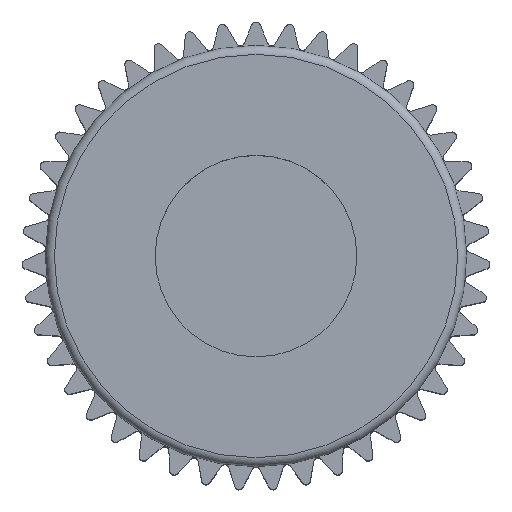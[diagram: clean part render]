
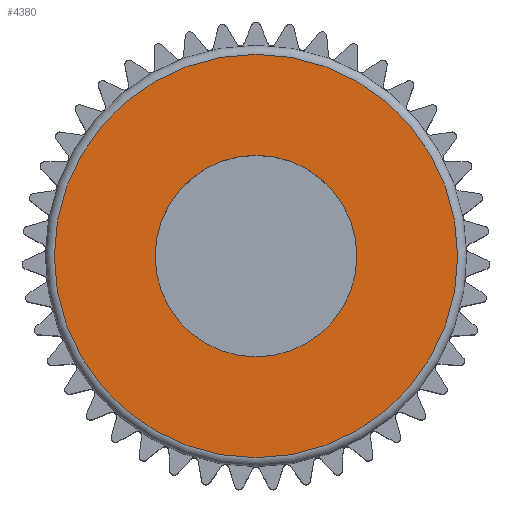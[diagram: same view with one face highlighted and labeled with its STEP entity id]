
A CAD part, top view. The second image highlights one B-rep face of the part: STEP entity #4380.
In plain terms, the highlighted planar face has unit normal (0, 0, 1).
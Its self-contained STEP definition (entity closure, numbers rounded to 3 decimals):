
#15=FACE_BOUND('',#556,.T.);
#107=PLANE('',#4883);
#330=FACE_OUTER_BOUND('',#555,.T.);
#555=EDGE_LOOP('',(#3584));
#556=EDGE_LOOP('',(#3585));
#1344=CIRCLE('',#4401,2.8);
#1604=CIRCLE('',#4878,5.6);
#1613=VERTEX_POINT('',#6276);
#2045=VERTEX_POINT('',#7573);
#2052=EDGE_CURVE('',#1613,#1613,#1344,.T.);
#2700=EDGE_CURVE('',#2045,#2045,#1604,.T.);
#3584=ORIENTED_EDGE('',*,*,#2700,.F.);
#3585=ORIENTED_EDGE('',*,*,#2052,.T.);
#4380=ADVANCED_FACE('',(#330,#15),#107,.T.);
#4401=AXIS2_PLACEMENT_3D('',#6277,#4898,#4899);
#4878=AXIS2_PLACEMENT_3D('',#7574,#6240,#6241);
#4883=AXIS2_PLACEMENT_3D('',#7582,#6251,#6252);
#4898=DIRECTION('center_axis',(0.,0.,-1.));
#4899=DIRECTION('ref_axis',(-1.,0.,0.));
#6240=DIRECTION('center_axis',(0.,0.,-1.));
#6241=DIRECTION('ref_axis',(-1.,0.,0.));
#6251=DIRECTION('center_axis',(0.,0.,1.));
#6252=DIRECTION('ref_axis',(1.,0.,0.));
#6276=CARTESIAN_POINT('',(2.8,0.,8.5));
#6277=CARTESIAN_POINT('Origin',(0.,0.,8.5));
#7573=CARTESIAN_POINT('',(-5.6,0.,8.5));
#7574=CARTESIAN_POINT('Origin',(0.,0.,8.5));
#7582=CARTESIAN_POINT('Origin',(0.,0.,8.5));
